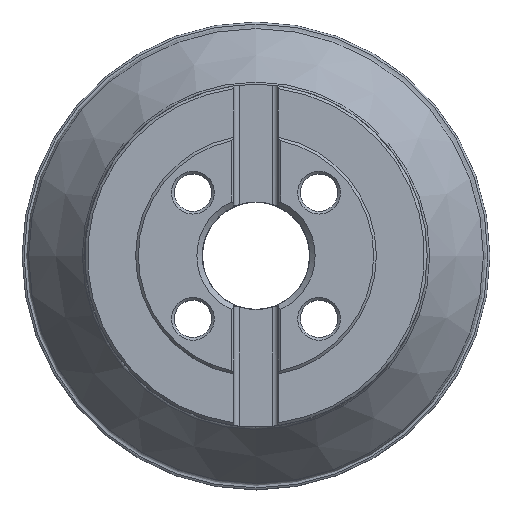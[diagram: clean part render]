
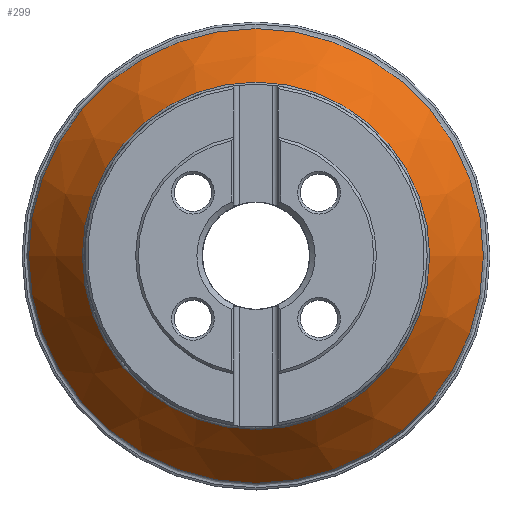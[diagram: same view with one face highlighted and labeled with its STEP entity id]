
A CAD part, top view. The second image highlights one B-rep face of the part: STEP entity #299.
In plain terms, the highlighted conical face has half-angle 35.233 degrees and reference radius 85.915 mm.
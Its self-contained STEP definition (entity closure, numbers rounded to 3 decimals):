
#183=CONICAL_SURFACE('',#1794,85.915,35.233);
#299=ADVANCED_FACE('',(#562,#563),#183,.T.);
#562=FACE_BOUND('',#730,.T.);
#563=FACE_BOUND('',#731,.T.);
#730=EDGE_LOOP('',(#936));
#731=EDGE_LOOP('',(#937));
#936=ORIENTED_EDGE('',*,*,#1470,.T.);
#937=ORIENTED_EDGE('',*,*,#1471,.T.);
#1310=VERTEX_POINT('',#2790);
#1311=VERTEX_POINT('',#2792);
#1470=EDGE_CURVE('',#1310,#1310,#1666,.T.);
#1471=EDGE_CURVE('',#1311,#1311,#1667,.T.);
#1666=CIRCLE('',#1792,64.916);
#1667=CIRCLE('',#1793,84.999);
#1792=AXIS2_PLACEMENT_3D('',#2789,#2075,#2076);
#1793=AXIS2_PLACEMENT_3D('',#2791,#2077,#2078);
#1794=AXIS2_PLACEMENT_3D('',#2793,#2079,#2080);
#2075=DIRECTION('',(0.,0.,-1.));
#2076=DIRECTION('',(-1.,0.,0.));
#2077=DIRECTION('',(0.,0.,1.));
#2078=DIRECTION('',(1.,0.,0.));
#2079=DIRECTION('',(0.,0.,-1.));
#2080=DIRECTION('',(-1.,0.,0.));
#2789=CARTESIAN_POINT('',(0.,0.,-15.297));
#2790=CARTESIAN_POINT('',(-64.916,0.,-15.297));
#2791=CARTESIAN_POINT('',(0.,0.,-43.732));
#2792=CARTESIAN_POINT('',(84.999,0.,-43.732));
#2793=CARTESIAN_POINT('',(0.,0.,-45.029));
